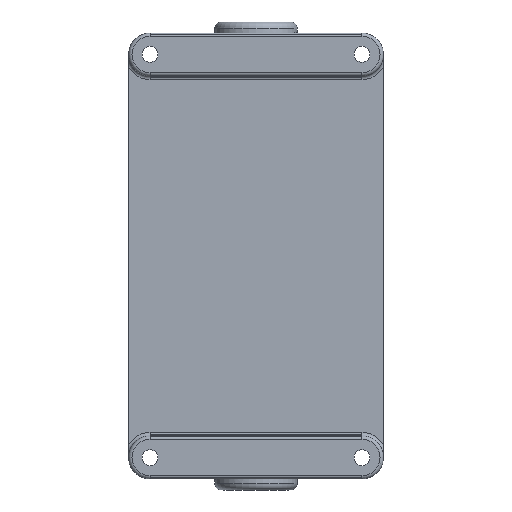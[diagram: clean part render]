
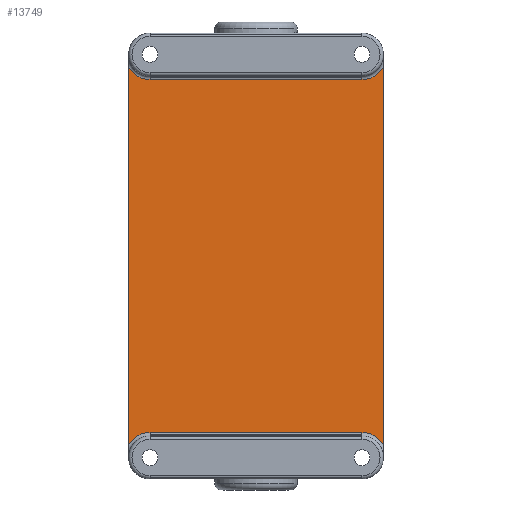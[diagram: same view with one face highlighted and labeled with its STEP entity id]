
A CAD part, front view. The second image highlights one B-rep face of the part: STEP entity #13749.
In plain terms, the highlighted planar face has unit normal (0, -1, 0).
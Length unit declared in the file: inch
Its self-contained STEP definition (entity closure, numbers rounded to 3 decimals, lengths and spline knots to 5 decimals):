
#96 = VERTEX_POINT ( 'NONE', #780 ) ;
#177 = LINE ( 'NONE', #8707, #10269 ) ;
#456 = DIRECTION ( 'NONE',  ( 0.707, 0., -0.707 ) ) ;
#780 = CARTESIAN_POINT ( 'NONE',  ( 2.25, 0.12, -3.33319 ) ) ;
#2377 = AXIS2_PLACEMENT_3D ( 'NONE', #6681, #14625, #10699 ) ;
#2689 = VERTEX_POINT ( 'NONE', #17420 ) ;
#2762 = EDGE_CURVE ( 'NONE', #11231, #96, #177, .T. ) ;
#2947 = CIRCLE ( 'NONE', #15160, 0.44 ) ;
#3163 = VERTEX_POINT ( 'NONE', #14493 ) ;
#3687 = DIRECTION ( 'NONE',  ( 0., -1., 0. ) ) ;
#3996 = CARTESIAN_POINT ( 'NONE',  ( -0.935, 0.12, 3.115 ) ) ;
#4152 = CARTESIAN_POINT ( 'NONE',  ( -2.25, 0.12, 0. ) ) ;
#4167 = EDGE_CURVE ( 'NONE', #4952, #3163, #7887, .T. ) ;
#4432 = CARTESIAN_POINT ( 'NONE',  ( 2.25, 0.12, 3.33319 ) ) ;
#4577 = DIRECTION ( 'NONE',  ( 0., -1., 0. ) ) ;
#4624 = LINE ( 'NONE', #4954, #7578 ) ;
#4952 = VERTEX_POINT ( 'NONE', #16195 ) ;
#4954 = CARTESIAN_POINT ( 'NONE',  ( 0.935, 0.12, -3.115 ) ) ;
#5606 = AXIS2_PLACEMENT_3D ( 'NONE', #15747, #7172, #456 ) ;
#5715 = DIRECTION ( 'NONE',  ( 0., 0., -1. ) ) ;
#6445 = CIRCLE ( 'NONE', #2377, 0.44 ) ;
#6547 = DIRECTION ( 'NONE',  ( 1., 0., 0. ) ) ;
#6681 = CARTESIAN_POINT ( 'NONE',  ( -1.87, 0.12, 3.555 ) ) ;
#6789 = ORIENTED_EDGE ( 'NONE', *, *, #13459, .F. ) ;
#6986 = EDGE_CURVE ( 'NONE', #14686, #8819, #16373, .T. ) ;
#7172 = DIRECTION ( 'NONE',  ( 0., -1., 0. ) ) ;
#7207 = FACE_OUTER_BOUND ( 'NONE', #17534, .T. ) ;
#7411 = VECTOR ( 'NONE', #9519, 39.37008 ) ;
#7578 = VECTOR ( 'NONE', #16063, 39.37008 ) ;
#7658 = EDGE_CURVE ( 'NONE', #2689, #17359, #4624, .T. ) ;
#7793 = ORIENTED_EDGE ( 'NONE', *, *, #2762, .F. ) ;
#7887 = LINE ( 'NONE', #4152, #7411 ) ;
#8707 = CARTESIAN_POINT ( 'NONE',  ( 2.25, 0.12, 0. ) ) ;
#8819 = VERTEX_POINT ( 'NONE', #9159 ) ;
#8855 = EDGE_CURVE ( 'NONE', #96, #2689, #2947, .T. ) ;
#8858 = EDGE_CURVE ( 'NONE', #3163, #14686, #6445, .T. ) ;
#9159 = CARTESIAN_POINT ( 'NONE',  ( 1.87, 0.12, 3.115 ) ) ;
#9485 = ORIENTED_EDGE ( 'NONE', *, *, #7658, .F. ) ;
#9519 = DIRECTION ( 'NONE',  ( 0., 0., 1. ) ) ;
#9660 = CIRCLE ( 'NONE', #17200, 0.44 ) ;
#9793 = CARTESIAN_POINT ( 'NONE',  ( -1.87, 0.12, 3.115 ) ) ;
#9845 = DIRECTION ( 'NONE',  ( -1., 0., 0. ) ) ;
#10010 = ORIENTED_EDGE ( 'NONE', *, *, #8855, .F. ) ;
#10269 = VECTOR ( 'NONE', #5715, 39.37008 ) ;
#10329 = CARTESIAN_POINT ( 'NONE',  ( -1.87, 0.12, -3.115 ) ) ;
#10699 = DIRECTION ( 'NONE',  ( -0.707, 0., -0.707 ) ) ;
#10734 = ORIENTED_EDGE ( 'NONE', *, *, #8858, .F. ) ;
#11122 = CARTESIAN_POINT ( 'NONE',  ( 0., 0.12, 0. ) ) ;
#11231 = VERTEX_POINT ( 'NONE', #4432 ) ;
#11952 = VECTOR ( 'NONE', #6547, 39.37008 ) ;
#12446 = DIRECTION ( 'NONE',  ( -0.707, 0., 0.707 ) ) ;
#13262 = DIRECTION ( 'NONE',  ( 0.707, 0., 0.707 ) ) ;
#13459 = EDGE_CURVE ( 'NONE', #17359, #4952, #9660, .T. ) ;
#13604 = CARTESIAN_POINT ( 'NONE',  ( 1.87, 0.12, -3.555 ) ) ;
#13714 = CARTESIAN_POINT ( 'NONE',  ( -1.87, 0.12, -3.555 ) ) ;
#13734 = CIRCLE ( 'NONE', #5606, 0.44 ) ;
#13749 = ADVANCED_FACE ( 'NONE', ( #7207 ), #15498, .T. ) ;
#13824 = ORIENTED_EDGE ( 'NONE', *, *, #14337, .F. ) ;
#14081 = DIRECTION ( 'NONE',  ( 0., -1., 0. ) ) ;
#14337 = EDGE_CURVE ( 'NONE', #8819, #11231, #13734, .T. ) ;
#14493 = CARTESIAN_POINT ( 'NONE',  ( -2.25, 0.12, 3.33319 ) ) ;
#14625 = DIRECTION ( 'NONE',  ( 0., -1., 0. ) ) ;
#14686 = VERTEX_POINT ( 'NONE', #9793 ) ;
#15160 = AXIS2_PLACEMENT_3D ( 'NONE', #13604, #3687, #13262 ) ;
#15498 = PLANE ( 'NONE',  #17502 ) ;
#15747 = CARTESIAN_POINT ( 'NONE',  ( 1.87, 0.12, 3.555 ) ) ;
#16004 = ORIENTED_EDGE ( 'NONE', *, *, #6986, .F. ) ;
#16063 = DIRECTION ( 'NONE',  ( -1., 0., 0. ) ) ;
#16195 = CARTESIAN_POINT ( 'NONE',  ( -2.25, 0.12, -3.33319 ) ) ;
#16373 = LINE ( 'NONE', #3996, #11952 ) ;
#16797 = ORIENTED_EDGE ( 'NONE', *, *, #4167, .F. ) ;
#17200 = AXIS2_PLACEMENT_3D ( 'NONE', #13714, #14081, #12446 ) ;
#17359 = VERTEX_POINT ( 'NONE', #10329 ) ;
#17420 = CARTESIAN_POINT ( 'NONE',  ( 1.87, 0.12, -3.115 ) ) ;
#17502 = AXIS2_PLACEMENT_3D ( 'NONE', #11122, #4577, #9845 ) ;
#17534 = EDGE_LOOP ( 'NONE', ( #6789, #9485, #10010, #7793, #13824, #16004, #10734, #16797 ) ) ;
